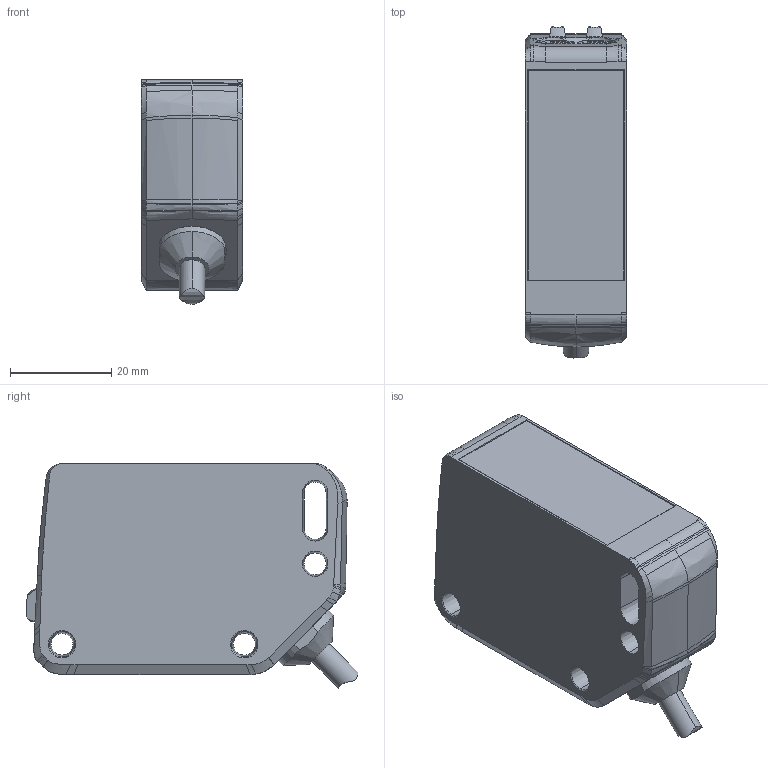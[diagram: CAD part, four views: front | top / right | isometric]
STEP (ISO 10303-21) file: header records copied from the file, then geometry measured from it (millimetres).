
FILE_DESCRIPTION((''),'2;1');
FILE_NAME('CAD-8585','2022-10-28T10:02:22',('creinig-se'),(''),'CREO PARAMETRIC BY PTC INC, 2019292','CREO PARAMETRIC BY PTC INC, 2019292','');
FILE_SCHEMA(('CONFIG_CONTROL_DESIGN','SHAPE_APPEARANCE_LAYERS_GROUPS'));
Length unit declared in the file: millimetre
Products named in the file (1): CAD-8585
Bounding box: 20 x 65.58 x 44.43 mm (x, y, z)
Volume: 45714.6 mm3; surface area: 10214.3 mm2
Topology: 1 solids, 1 shells, 327 faces, 934 edges, 626 vertices
Faces by surface type: plane 120, bspline 108, cylinder 50, cone 42, sphere 4, revolution 2, extrusion 1
Entity records: 16505 total; most frequent: CARTESIAN_POINT 5529, ORIENTED_EDGE 1850, DIRECTION 1396, PRESENTATION_STYLE_ASSIGNMENT 941, STYLED_ITEM 937, CURVE_STYLE 936, EDGE_CURVE 925, VERTEX_POINT 608
